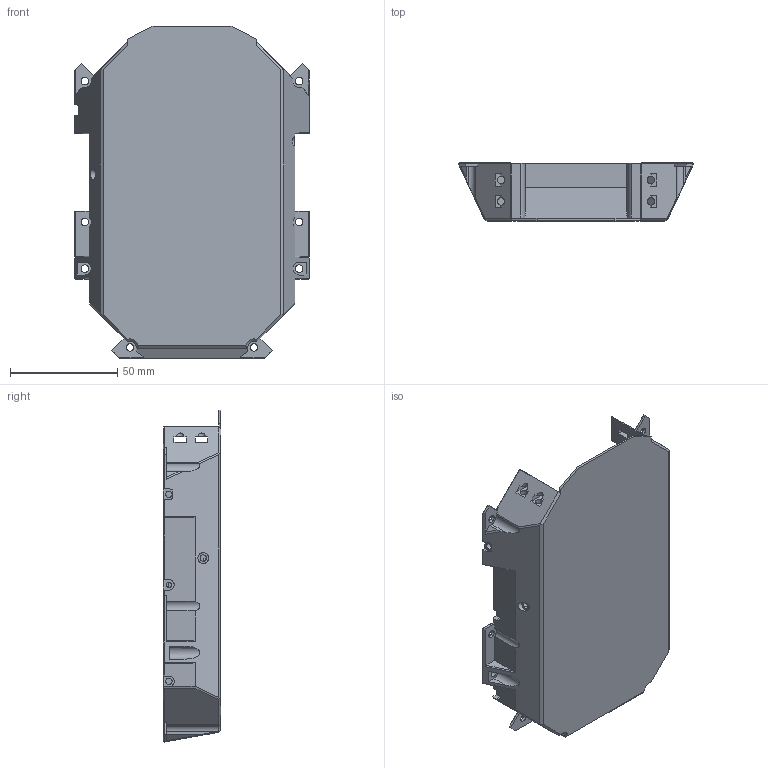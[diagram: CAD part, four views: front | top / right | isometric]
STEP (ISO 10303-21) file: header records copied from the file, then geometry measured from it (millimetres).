
FILE_DESCRIPTION(/* description */ (''),/* implementation_level */ '2;1');
FILE_NAME(/* name */ 'PowerCompartment.step',/* time_stamp */ '2023-02-27T21:21:29-06:00',/* author */ (''),/* organization */ (''),/* preprocessor_version */ 'ST-DEVELOPER v19.2',/* originating_system */ 'Autodesk Translation Framework v11.17.0.187',/* authorisation */ '');
FILE_SCHEMA (('AUTOMOTIVE_DESIGN { 1 0 10303 214 3 1 1 }'));
Length unit declared in the file: millimetre
Products named in the file (1): PowerCompartment
Bounding box: 109.58 x 27 x 154.91 mm (x, y, z)
Volume: 47109.3 mm3; surface area: 51382.3 mm2
Topology: 1 solids, 1 shells, 273 faces, 752 edges, 492 vertices
Faces by surface type: plane 210, cylinder 59, cone 2, bspline 2
Full cylindrical faces by diameter (mm): 3.5 x12, 4 x4, 4.5 x1, 5 x6
Entity records: 8787 total; most frequent: CARTESIAN_POINT 1629, ORIENTED_EDGE 1504, DIRECTION 1410, EDGE_CURVE 752, LINE 608, VECTOR 608, VERTEX_POINT 492, AXIS2_PLACEMENT_3D 401
